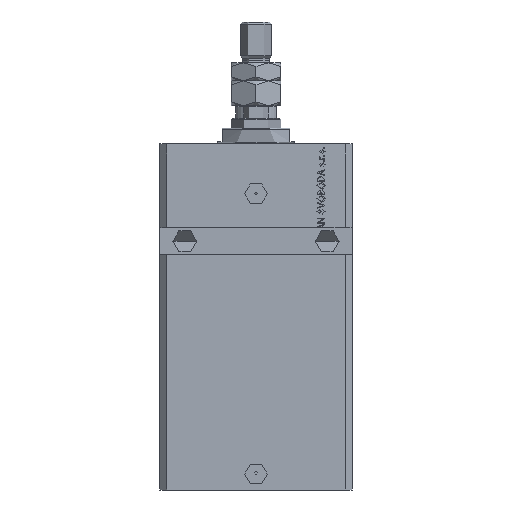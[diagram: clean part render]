
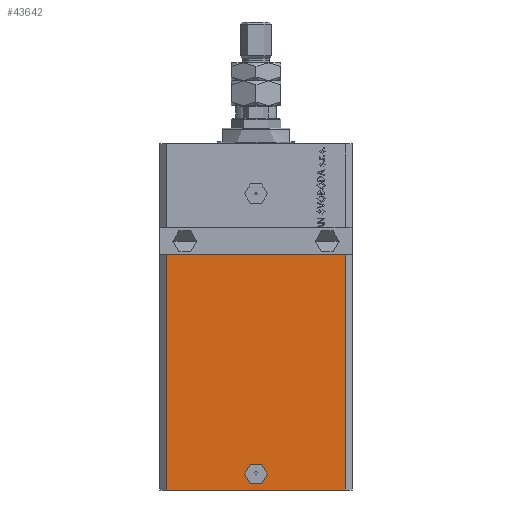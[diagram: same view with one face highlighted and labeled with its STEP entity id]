
A CAD part, front view. The second image highlights one B-rep face of the part: STEP entity #43642.
In plain terms, the highlighted planar face has unit normal (0, -1, 0).
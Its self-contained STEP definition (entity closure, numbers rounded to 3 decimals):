
#961 = VECTOR ( 'NONE', #8160, 1000. ) ;
#1572 = EDGE_CURVE ( 'NONE', #11263, #25077, #11715, .T. ) ;
#2087 = VERTEX_POINT ( 'NONE', #2848 ) ;
#2848 = CARTESIAN_POINT ( 'NONE',  ( 5., -31.5, -146. ) ) ;
#3995 = VERTEX_POINT ( 'NONE', #43240 ) ;
#4067 = CARTESIAN_POINT ( 'NONE',  ( 39.5, -31.5, -153. ) ) ;
#4557 = LINE ( 'NONE', #27938, #42860 ) ;
#5560 = CARTESIAN_POINT ( 'NONE',  ( -39.5, -31.5, -49. ) ) ;
#5863 = DIRECTION ( 'NONE',  ( 0., 0., -1. ) ) ;
#6118 = CARTESIAN_POINT ( 'NONE',  ( -39.5, -31.5, -153. ) ) ;
#7612 = ORIENTED_EDGE ( 'NONE', *, *, #35291, .T. ) ;
#8160 = DIRECTION ( 'NONE',  ( 1., 0., 0. ) ) ;
#8823 = DIRECTION ( 'NONE',  ( 1., 0., 0. ) ) ;
#9504 = VECTOR ( 'NONE', #23284, 1000. ) ;
#9924 = ORIENTED_EDGE ( 'NONE', *, *, #38426, .F. ) ;
#10113 = DIRECTION ( 'NONE',  ( 0., -1., 0. ) ) ;
#10205 = EDGE_LOOP ( 'NONE', ( #18055, #47955, #7612, #25410 ) ) ;
#11263 = VERTEX_POINT ( 'NONE', #4067 ) ;
#11715 = LINE ( 'NONE', #27057, #9504 ) ;
#12285 = AXIS2_PLACEMENT_3D ( 'NONE', #16336, #28138, #43468 ) ;
#13152 = CIRCLE ( 'NONE', #16341, 5. ) ;
#14409 = VERTEX_POINT ( 'NONE', #5560 ) ;
#16336 = CARTESIAN_POINT ( 'NONE',  ( 0., -31.5, -146. ) ) ;
#16341 = AXIS2_PLACEMENT_3D ( 'NONE', #29975, #10113, #45304 ) ;
#18055 = ORIENTED_EDGE ( 'NONE', *, *, #43780, .F. ) ;
#18361 = EDGE_CURVE ( 'NONE', #3995, #2087, #13152, .T. ) ;
#18842 = VERTEX_POINT ( 'NONE', #45441 ) ;
#19478 = LINE ( 'NONE', #31034, #961 ) ;
#20949 = DIRECTION ( 'NONE',  ( 0., -1., 0. ) ) ;
#23003 = EDGE_LOOP ( 'NONE', ( #9924, #39724 ) ) ;
#23284 = DIRECTION ( 'NONE',  ( 0., 0., 1. ) ) ;
#25077 = VERTEX_POINT ( 'NONE', #35725 ) ;
#25410 = ORIENTED_EDGE ( 'NONE', *, *, #1572, .T. ) ;
#26303 = VECTOR ( 'NONE', #42627, 1000. ) ;
#26821 = CARTESIAN_POINT ( 'NONE',  ( -39.5, -31.5, -153. ) ) ;
#27057 = CARTESIAN_POINT ( 'NONE',  ( 39.5, -31.5, -153. ) ) ;
#27299 = LINE ( 'NONE', #26821, #26303 ) ;
#27938 = CARTESIAN_POINT ( 'NONE',  ( -42.5, -31.5, -49. ) ) ;
#28138 = DIRECTION ( 'NONE',  ( 0., -1., 0. ) ) ;
#29204 = EDGE_CURVE ( 'NONE', #18842, #14409, #27299, .T. ) ;
#29975 = CARTESIAN_POINT ( 'NONE',  ( 0., -31.5, -146. ) ) ;
#30839 = AXIS2_PLACEMENT_3D ( 'NONE', #6118, #20949, #5863 ) ;
#31034 = CARTESIAN_POINT ( 'NONE',  ( -39.5, -31.5, -153. ) ) ;
#35291 = EDGE_CURVE ( 'NONE', #18842, #11263, #19478, .T. ) ;
#35725 = CARTESIAN_POINT ( 'NONE',  ( 39.5, -31.5, -49. ) ) ;
#36405 = CIRCLE ( 'NONE', #12285, 5. ) ;
#37044 = FACE_OUTER_BOUND ( 'NONE', #10205, .T. ) ;
#38426 = EDGE_CURVE ( 'NONE', #2087, #3995, #36405, .T. ) ;
#39724 = ORIENTED_EDGE ( 'NONE', *, *, #18361, .F. ) ;
#40289 = PLANE ( 'NONE',  #30839 ) ;
#42627 = DIRECTION ( 'NONE',  ( 0., 0., 1. ) ) ;
#42860 = VECTOR ( 'NONE', #8823, 1000. ) ;
#43240 = CARTESIAN_POINT ( 'NONE',  ( -5., -31.5, -146. ) ) ;
#43468 = DIRECTION ( 'NONE',  ( 1., 0., 0. ) ) ;
#43642 = ADVANCED_FACE ( 'NONE', ( #47589, #37044 ), #40289, .T. ) ;
#43780 = EDGE_CURVE ( 'NONE', #14409, #25077, #4557, .T. ) ;
#45304 = DIRECTION ( 'NONE',  ( 1., 0., 0. ) ) ;
#45441 = CARTESIAN_POINT ( 'NONE',  ( -39.5, -31.5, -153. ) ) ;
#47589 = FACE_BOUND ( 'NONE', #23003, .T. ) ;
#47955 = ORIENTED_EDGE ( 'NONE', *, *, #29204, .F. ) ;
